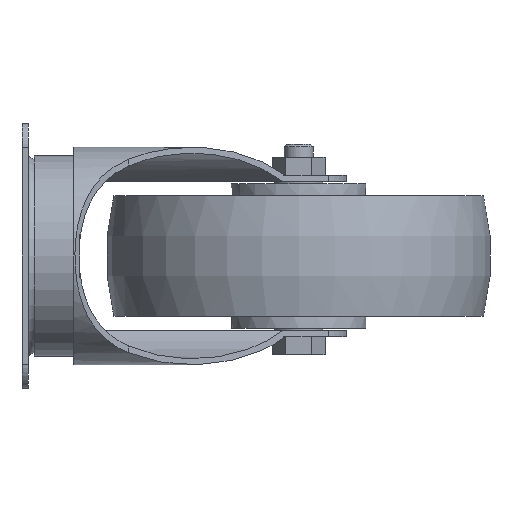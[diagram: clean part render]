
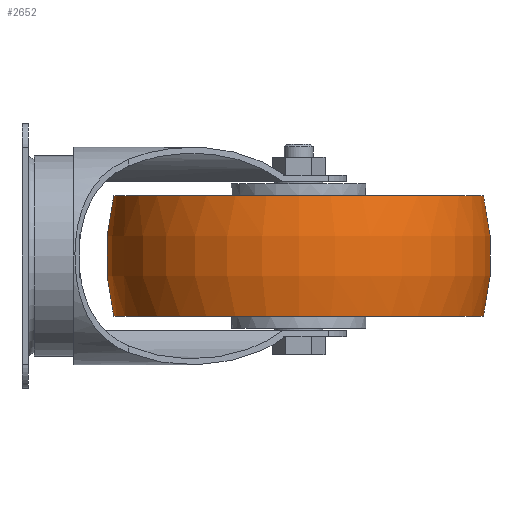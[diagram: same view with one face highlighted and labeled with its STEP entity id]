
A CAD part, left-side view. The second image highlights one B-rep face of the part: STEP entity #2652.
In plain terms, the highlighted toroidal (fillet/blend) face has major radius 20 mm and minor radius 100 mm.
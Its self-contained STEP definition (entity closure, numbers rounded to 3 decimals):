
#21=DEGENERATE_TOROIDAL_SURFACE('',#2892,20.,100.,.F.);
#193=CIRCLE('',#2891,76.825);
#194=CIRCLE('',#2893,76.825);
#606=ORIENTED_EDGE('',*,*,#1233,.T.);
#607=ORIENTED_EDGE('',*,*,#1234,.F.);
#1233=EDGE_CURVE('',#1563,#1563,#193,.T.);
#1234=EDGE_CURVE('',#1564,#1564,#194,.T.);
#1563=VERTEX_POINT('',#4328);
#1564=VERTEX_POINT('',#4331);
#2244=EDGE_LOOP('',(#606));
#2245=EDGE_LOOP('',(#607));
#2427=FACE_BOUND('',#2244,.T.);
#2428=FACE_BOUND('',#2245,.T.);
#2652=ADVANCED_FACE('',(#2427,#2428),#21,.F.);
#2891=AXIS2_PLACEMENT_3D('',#4327,#3448,#3449);
#2892=AXIS2_PLACEMENT_3D('',#4329,#3450,#3451);
#2893=AXIS2_PLACEMENT_3D('',#4330,#3452,#3453);
#3448=DIRECTION('',(0.,0.,-1.));
#3449=DIRECTION('',(-1.,0.,0.));
#3450=DIRECTION('',(0.,0.,-1.));
#3451=DIRECTION('',(-1.,0.,0.));
#3452=DIRECTION('',(0.,0.,-1.));
#3453=DIRECTION('',(-1.,0.,0.));
#4327=CARTESIAN_POINT('',(0.,0.,25.));
#4328=CARTESIAN_POINT('',(-76.825,0.,25.));
#4329=CARTESIAN_POINT('',(0.,0.,0.));
#4330=CARTESIAN_POINT('',(0.,0.,-25.));
#4331=CARTESIAN_POINT('',(-76.825,0.,-25.));
